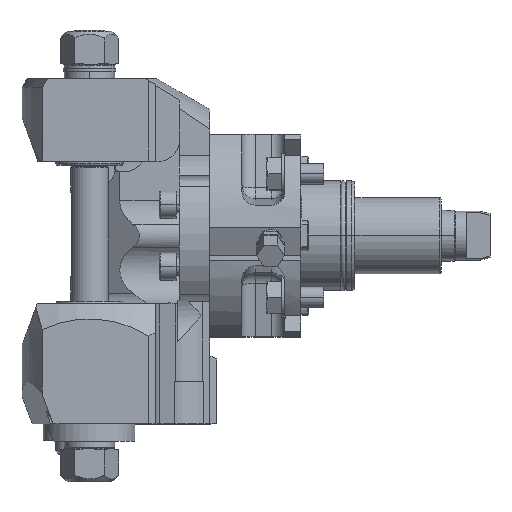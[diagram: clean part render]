
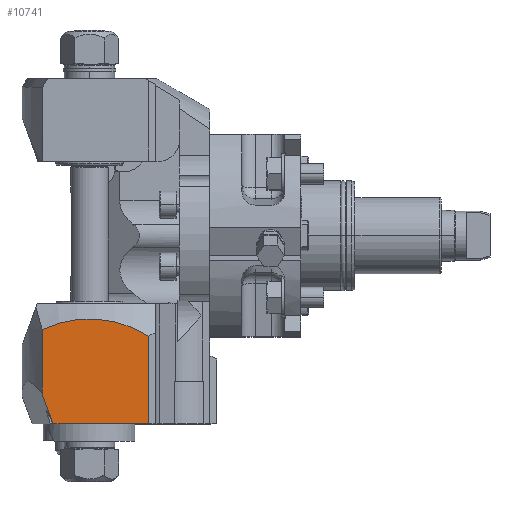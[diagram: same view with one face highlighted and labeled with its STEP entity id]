
A CAD part, top view. The second image highlights one B-rep face of the part: STEP entity #10741.
In plain terms, the highlighted planar face has unit normal (0, 0, 1).
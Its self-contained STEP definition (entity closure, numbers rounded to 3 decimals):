
#552=DIRECTION('',(0.,-1.,0.));
#553=VECTOR('',#552,38.165);
#554=CARTESIAN_POINT('',(-153.274,-55.84,109.));
#555=LINE('',#554,#553);
#581=DIRECTION('',(0.341,-0.94,0.));
#582=VECTOR('',#581,18.611);
#583=CARTESIAN_POINT('',(-153.274,-94.005,109.));
#584=LINE('',#583,#582);
#593=DIRECTION('',(0.,1.,0.));
#594=VECTOR('',#593,51.772);
#595=CARTESIAN_POINT('',(-90.274,-111.5,109.));
#596=LINE('',#595,#594);
#768=CARTESIAN_POINT('',(-90.274,-59.728,109.));
#775=CARTESIAN_POINT('',(-125.274,-114.5,109.));
#776=DIRECTION('',(0.,0.,1.));
#777=DIRECTION('',(0.538,0.843,0.));
#778=AXIS2_PLACEMENT_3D('',#775,#776,#777);
#7308=DIRECTION('',(-1.,0.,0.));
#7309=VECTOR('',#7308,56.652);
#7310=CARTESIAN_POINT('',(-90.274,-111.5,109.));
#7311=LINE('',#7310,#7309);
#9398=VERTEX_POINT('',#768);
#9460=CARTESIAN_POINT('',(-153.274,-55.84,109.));
#9461=VERTEX_POINT('',#9460);
#9751=CARTESIAN_POINT('',(-90.274,-111.5,109.));
#9752=VERTEX_POINT('',#9751);
#9765=CARTESIAN_POINT('',(-146.926,-111.5,109.));
#9767=VERTEX_POINT('',#9765);
#9769=CARTESIAN_POINT('',(-153.274,-94.005,109.));
#9770=VERTEX_POINT('',#9769);
#10725=CARTESIAN_POINT('',(-86.274,-87.,109.));
#10726=DIRECTION('',(0.,0.,1.));
#10727=DIRECTION('',(-1.,0.,0.));
#10728=AXIS2_PLACEMENT_3D('',#10725,#10726,#10727);
#10729=PLANE('',#10728);
#10731=ORIENTED_EDGE('',*,*,#10730,.F.);
#10733=ORIENTED_EDGE('',*,*,#10732,.T.);
#10735=ORIENTED_EDGE('',*,*,#10734,.F.);
#10736=ORIENTED_EDGE('',*,*,#10711,.F.);
#10738=ORIENTED_EDGE('',*,*,#10737,.F.);
#10739=EDGE_LOOP('',(#10731,#10733,#10735,#10736,#10738));
#10740=FACE_OUTER_BOUND('',#10739,.F.);
#10741=ADVANCED_FACE('',(#10740),#10729,.T.);
#779=CIRCLE('',#778,65.);
#10711=EDGE_CURVE('',#9461,#9770,#555,.T.);
#10730=EDGE_CURVE('',#9752,#9398,#596,.T.);
#10732=EDGE_CURVE('',#9752,#9767,#7311,.T.);
#10734=EDGE_CURVE('',#9770,#9767,#584,.T.);
#10737=EDGE_CURVE('',#9398,#9461,#779,.T.);
